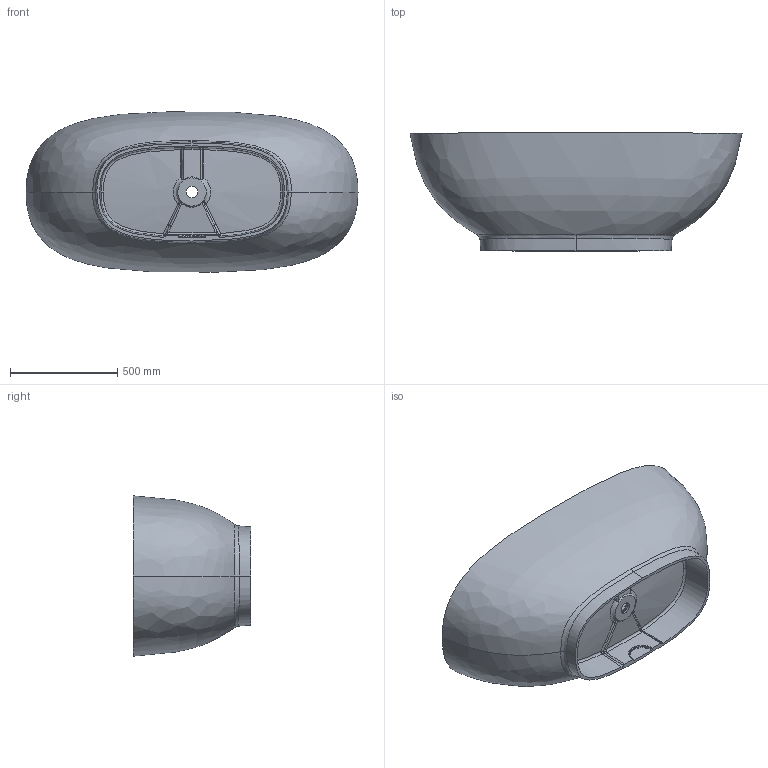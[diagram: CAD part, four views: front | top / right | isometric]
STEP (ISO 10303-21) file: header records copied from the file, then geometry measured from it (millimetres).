
FILE_DESCRIPTION (( 'STEP AP214' ), '1' );
FILE_NAME ('Brave New.STEP', '2021-08-04T11:25:45', ( '' ), ( '' ), 'SwSTEP 2.0', 'SolidWorks 2020', '' );
FILE_SCHEMA (( 'AUTOMOTIVE_DESIGN' ));
Length unit declared in the file: millimetre
Products named in the file (1): Brave New
Bounding box: 1550 x 550.08 x 748.18 mm (x, y, z)
Volume: 61559457.8 mm3; surface area: 4684954.5 mm2
Topology: 1 solids, 1 shells, 115 faces, 289 edges, 176 vertices
Faces by surface type: bspline 75, plane 20, cylinder 16, cone 2, sphere 2
Entity records: 23170 total; most frequent: CARTESIAN_POINT 20975, ORIENTED_EDGE 574, EDGE_CURVE 287, DIRECTION 268, VERTEX_POINT 176, B_SPLINE_CURVE_WITH_KNOTS 152, EDGE_LOOP 121, ADVANCED_FACE 115
